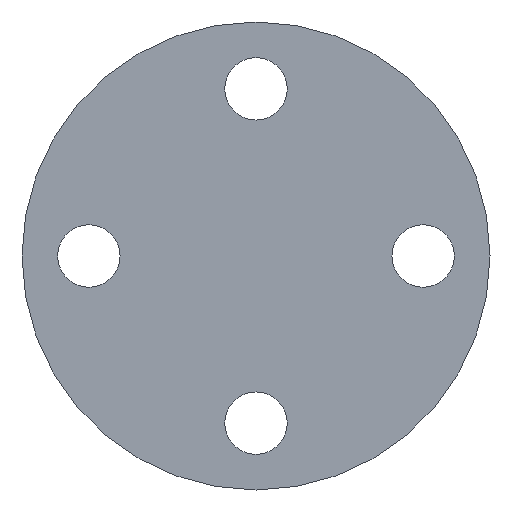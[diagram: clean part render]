
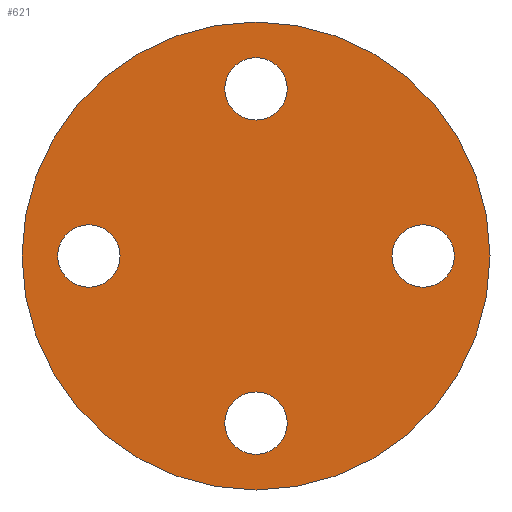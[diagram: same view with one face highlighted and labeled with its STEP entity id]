
A CAD part, front view. The second image highlights one B-rep face of the part: STEP entity #621.
In plain terms, the highlighted planar face has unit normal (0, -1, 0).
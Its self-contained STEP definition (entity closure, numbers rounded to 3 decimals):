
#15 = DIRECTION ( 'NONE',  ( -1., 0., 0. ) ) ;
#21 = AXIS2_PLACEMENT_3D ( 'NONE', #610, #650, #336 ) ;
#28 = EDGE_LOOP ( 'NONE', ( #55, #187 ) ) ;
#36 = EDGE_CURVE ( 'NONE', #331, #507, #643, .T. ) ;
#40 = FACE_BOUND ( 'NONE', #470, .T. ) ;
#44 = DIRECTION ( 'NONE',  ( 0., 1., 0. ) ) ;
#45 = VERTEX_POINT ( 'NONE', #626 ) ;
#55 = ORIENTED_EDGE ( 'NONE', *, *, #697, .T. ) ;
#69 = CARTESIAN_POINT ( 'NONE',  ( 0., 0., 52.5 ) ) ;
#79 = CIRCLE ( 'NONE', #515, 7. ) ;
#88 = CARTESIAN_POINT ( 'NONE',  ( 0., 0., -37.5 ) ) ;
#96 = VERTEX_POINT ( 'NONE', #571 ) ;
#97 = DIRECTION ( 'NONE',  ( 0., 1., 0. ) ) ;
#113 = VERTEX_POINT ( 'NONE', #411 ) ;
#126 = CIRCLE ( 'NONE', #449, 7. ) ;
#133 = DIRECTION ( 'NONE',  ( 0., 0., 1. ) ) ;
#134 = EDGE_CURVE ( 'NONE', #113, #647, #648, .T. ) ;
#139 = CARTESIAN_POINT ( 'NONE',  ( 0., 0., 0. ) ) ;
#158 = CIRCLE ( 'NONE', #201, 7. ) ;
#160 = DIRECTION ( 'NONE',  ( 0., 0., 1. ) ) ;
#180 = DIRECTION ( 'NONE',  ( 0., 1., 0. ) ) ;
#186 = CARTESIAN_POINT ( 'NONE',  ( 0., 0., -52.5 ) ) ;
#187 = ORIENTED_EDGE ( 'NONE', *, *, #134, .T. ) ;
#190 = ORIENTED_EDGE ( 'NONE', *, *, #654, .T. ) ;
#193 = EDGE_CURVE ( 'NONE', #318, #45, #549, .T. ) ;
#194 = CARTESIAN_POINT ( 'NONE',  ( -30.5, 0., 0. ) ) ;
#195 = EDGE_LOOP ( 'NONE', ( #190, #413 ) ) ;
#201 = AXIS2_PLACEMENT_3D ( 'NONE', #88, #44, #260 ) ;
#202 = DIRECTION ( 'NONE',  ( -1., 0., 0. ) ) ;
#212 = ORIENTED_EDGE ( 'NONE', *, *, #435, .T. ) ;
#214 = EDGE_CURVE ( 'NONE', #309, #426, #334, .T. ) ;
#224 = VERTEX_POINT ( 'NONE', #273 ) ;
#234 = AXIS2_PLACEMENT_3D ( 'NONE', #664, #709, #389 ) ;
#236 = DIRECTION ( 'NONE',  ( 0., 1., 0. ) ) ;
#237 = CARTESIAN_POINT ( 'NONE',  ( 0., 0., -37.5 ) ) ;
#238 = AXIS2_PLACEMENT_3D ( 'NONE', #641, #526, #474 ) ;
#260 = DIRECTION ( 'NONE',  ( 0., 0., 1. ) ) ;
#273 = CARTESIAN_POINT ( 'NONE',  ( 44.5, 0., 0. ) ) ;
#278 = DIRECTION ( 'NONE',  ( 0., 1., 0. ) ) ;
#308 = DIRECTION ( 'NONE',  ( 0., 1., 0. ) ) ;
#309 = VERTEX_POINT ( 'NONE', #69 ) ;
#312 = FACE_OUTER_BOUND ( 'NONE', #527, .T. ) ;
#317 = DIRECTION ( 'NONE',  ( 0., 1., 0. ) ) ;
#318 = VERTEX_POINT ( 'NONE', #508 ) ;
#322 = DIRECTION ( 'NONE',  ( 0., 0., 1. ) ) ;
#331 = VERTEX_POINT ( 'NONE', #473 ) ;
#334 = CIRCLE ( 'NONE', #21, 52.5 ) ;
#336 = DIRECTION ( 'NONE',  ( 0., 0., 1. ) ) ;
#348 = ORIENTED_EDGE ( 'NONE', *, *, #214, .F. ) ;
#355 = EDGE_CURVE ( 'NONE', #224, #96, #79, .T. ) ;
#366 = ORIENTED_EDGE ( 'NONE', *, *, #193, .T. ) ;
#378 = AXIS2_PLACEMENT_3D ( 'NONE', #139, #308, #322 ) ;
#389 = DIRECTION ( 'NONE',  ( 0., 0., -1. ) ) ;
#401 = CIRCLE ( 'NONE', #238, 7. ) ;
#411 = CARTESIAN_POINT ( 'NONE',  ( -44.5, 0., 0. ) ) ;
#413 = ORIENTED_EDGE ( 'NONE', *, *, #36, .T. ) ;
#426 = VERTEX_POINT ( 'NONE', #186 ) ;
#430 = AXIS2_PLACEMENT_3D ( 'NONE', #505, #278, #655 ) ;
#435 = EDGE_CURVE ( 'NONE', #45, #318, #589, .T. ) ;
#437 = ORIENTED_EDGE ( 'NONE', *, *, #667, .T. ) ;
#445 = EDGE_LOOP ( 'NONE', ( #212, #366 ) ) ;
#449 = AXIS2_PLACEMENT_3D ( 'NONE', #701, #317, #202 ) ;
#456 = CARTESIAN_POINT ( 'NONE',  ( 37.5, 0., 0. ) ) ;
#460 = DIRECTION ( 'NONE',  ( 0., 1., 0. ) ) ;
#464 = AXIS2_PLACEMENT_3D ( 'NONE', #548, #97, #160 ) ;
#466 = AXIS2_PLACEMENT_3D ( 'NONE', #628, #236, #516 ) ;
#470 = EDGE_LOOP ( 'NONE', ( #437, #611 ) ) ;
#473 = CARTESIAN_POINT ( 'NONE',  ( 0., 0., -44.5 ) ) ;
#474 = DIRECTION ( 'NONE',  ( 1., 0., 0. ) ) ;
#481 = PLANE ( 'NONE',  #378 ) ;
#500 = EDGE_CURVE ( 'NONE', #426, #309, #584, .T. ) ;
#505 = CARTESIAN_POINT ( 'NONE',  ( -37.5, 0., 0. ) ) ;
#507 = VERTEX_POINT ( 'NONE', #532 ) ;
#508 = CARTESIAN_POINT ( 'NONE',  ( 0., 0., 44.5 ) ) ;
#515 = AXIS2_PLACEMENT_3D ( 'NONE', #456, #180, #15 ) ;
#516 = DIRECTION ( 'NONE',  ( 0., 0., -1. ) ) ;
#526 = DIRECTION ( 'NONE',  ( 0., 1., 0. ) ) ;
#527 = EDGE_LOOP ( 'NONE', ( #585, #348 ) ) ;
#529 = FACE_BOUND ( 'NONE', #445, .T. ) ;
#531 = AXIS2_PLACEMENT_3D ( 'NONE', #237, #460, #133 ) ;
#532 = CARTESIAN_POINT ( 'NONE',  ( 0., 0., -30.5 ) ) ;
#539 = FACE_BOUND ( 'NONE', #195, .T. ) ;
#548 = CARTESIAN_POINT ( 'NONE',  ( 0., 0., 0. ) ) ;
#549 = CIRCLE ( 'NONE', #234, 7. ) ;
#571 = CARTESIAN_POINT ( 'NONE',  ( 30.5, 0., 0. ) ) ;
#584 = CIRCLE ( 'NONE', #464, 52.5 ) ;
#585 = ORIENTED_EDGE ( 'NONE', *, *, #500, .F. ) ;
#589 = CIRCLE ( 'NONE', #466, 7. ) ;
#610 = CARTESIAN_POINT ( 'NONE',  ( 0., 0., 0. ) ) ;
#611 = ORIENTED_EDGE ( 'NONE', *, *, #355, .T. ) ;
#621 = ADVANCED_FACE ( 'NONE', ( #634, #529, #40, #539, #312 ), #481, .F. ) ;
#626 = CARTESIAN_POINT ( 'NONE',  ( 0., 0., 30.5 ) ) ;
#628 = CARTESIAN_POINT ( 'NONE',  ( 0., 0., 37.5 ) ) ;
#634 = FACE_BOUND ( 'NONE', #28, .T. ) ;
#641 = CARTESIAN_POINT ( 'NONE',  ( -37.5, 0., 0. ) ) ;
#643 = CIRCLE ( 'NONE', #531, 7. ) ;
#647 = VERTEX_POINT ( 'NONE', #194 ) ;
#648 = CIRCLE ( 'NONE', #430, 7. ) ;
#650 = DIRECTION ( 'NONE',  ( 0., 1., 0. ) ) ;
#654 = EDGE_CURVE ( 'NONE', #507, #331, #158, .T. ) ;
#655 = DIRECTION ( 'NONE',  ( 1., 0., 0. ) ) ;
#664 = CARTESIAN_POINT ( 'NONE',  ( 0., 0., 37.5 ) ) ;
#667 = EDGE_CURVE ( 'NONE', #96, #224, #126, .T. ) ;
#697 = EDGE_CURVE ( 'NONE', #647, #113, #401, .T. ) ;
#701 = CARTESIAN_POINT ( 'NONE',  ( 37.5, 0., 0. ) ) ;
#709 = DIRECTION ( 'NONE',  ( 0., 1., 0. ) ) ;
